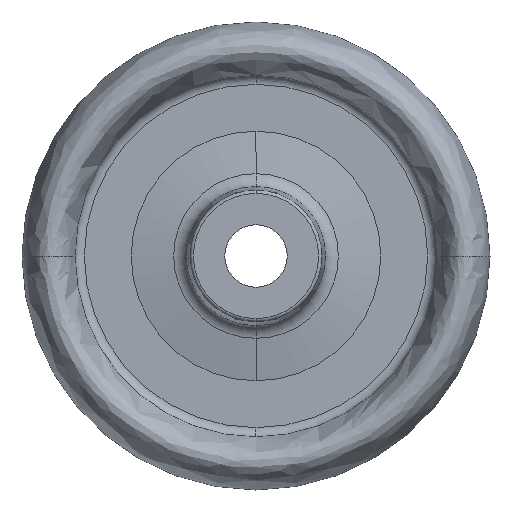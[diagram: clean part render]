
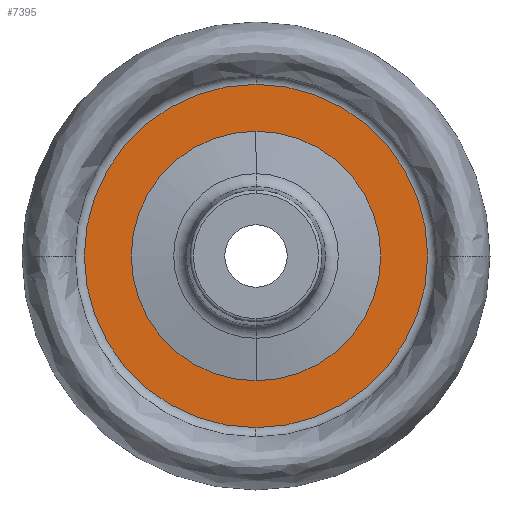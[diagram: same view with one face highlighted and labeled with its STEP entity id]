
A CAD part, left-side view. The second image highlights one B-rep face of the part: STEP entity #7395.
In plain terms, the highlighted planar face has unit normal (-1, 0, 0).
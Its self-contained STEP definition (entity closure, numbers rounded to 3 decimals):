
#30 = CIRCLE ( 'NONE', #7455, 55.017 ) ;
#165 = AXIS2_PLACEMENT_3D ( 'NONE', #2276, #6874, #8014 ) ;
#504 = AXIS2_PLACEMENT_3D ( 'NONE', #1212, #5788, #1879 ) ;
#517 = PLANE ( 'NONE',  #4843 ) ;
#592 = FACE_OUTER_BOUND ( 'NONE', #5725, .T. ) ;
#594 = ORIENTED_EDGE ( 'NONE', *, *, #689, .T. ) ;
#620 = CARTESIAN_POINT ( 'NONE',  ( 0., 0., -55.017 ) ) ;
#689 = EDGE_CURVE ( 'NONE', #2758, #6975, #1078, .T. ) ;
#1078 = CIRCLE ( 'NONE', #165, 55.017 ) ;
#1155 = DIRECTION ( 'NONE',  ( -1., 0., 0. ) ) ;
#1212 = CARTESIAN_POINT ( 'NONE',  ( 0., 0., 0. ) ) ;
#1879 = DIRECTION ( 'NONE',  ( 0., 0., 1. ) ) ;
#2276 = CARTESIAN_POINT ( 'NONE',  ( 0., 0., 0. ) ) ;
#2344 = CARTESIAN_POINT ( 'NONE',  ( 0., 0., 0. ) ) ;
#2509 = EDGE_LOOP ( 'NONE', ( #7202, #8300 ) ) ;
#2560 = FACE_BOUND ( 'NONE', #2509, .T. ) ;
#2758 = VERTEX_POINT ( 'NONE', #2799 ) ;
#2781 = CIRCLE ( 'NONE', #504, 40. ) ;
#2799 = CARTESIAN_POINT ( 'NONE',  ( 0., 0., 55.017 ) ) ;
#3011 = DIRECTION ( 'NONE',  ( 0., 0., 1. ) ) ;
#3145 = CARTESIAN_POINT ( 'NONE',  ( 0., 0., 40. ) ) ;
#3284 = VERTEX_POINT ( 'NONE', #8040 ) ;
#3757 = AXIS2_PLACEMENT_3D ( 'NONE', #5063, #1155, #5741 ) ;
#3812 = DIRECTION ( 'NONE',  ( -1., 0., 0. ) ) ;
#4843 = AXIS2_PLACEMENT_3D ( 'NONE', #7768, #3812, #8432 ) ;
#5063 = CARTESIAN_POINT ( 'NONE',  ( 0., 0., 0. ) ) ;
#5362 = CIRCLE ( 'NONE', #3757, 40. ) ;
#5725 = EDGE_LOOP ( 'NONE', ( #594, #7048 ) ) ;
#5741 = DIRECTION ( 'NONE',  ( 0., 0., 1. ) ) ;
#5788 = DIRECTION ( 'NONE',  ( -1., 0., 0. ) ) ;
#6246 = VERTEX_POINT ( 'NONE', #3145 ) ;
#6874 = DIRECTION ( 'NONE',  ( -1., 0., 0. ) ) ;
#6878 = EDGE_CURVE ( 'NONE', #6246, #3284, #2781, .T. ) ;
#6928 = DIRECTION ( 'NONE',  ( -1., 0., 0. ) ) ;
#6975 = VERTEX_POINT ( 'NONE', #620 ) ;
#7048 = ORIENTED_EDGE ( 'NONE', *, *, #7974, .T. ) ;
#7202 = ORIENTED_EDGE ( 'NONE', *, *, #8064, .F. ) ;
#7395 = ADVANCED_FACE ( 'NONE', ( #592, #2560 ), #517, .T. ) ;
#7455 = AXIS2_PLACEMENT_3D ( 'NONE', #2344, #6928, #3011 ) ;
#7768 = CARTESIAN_POINT ( 'NONE',  ( 0., 40., 0. ) ) ;
#7974 = EDGE_CURVE ( 'NONE', #6975, #2758, #30, .T. ) ;
#8014 = DIRECTION ( 'NONE',  ( 0., 0., 1. ) ) ;
#8040 = CARTESIAN_POINT ( 'NONE',  ( 0., 0., -40. ) ) ;
#8064 = EDGE_CURVE ( 'NONE', #3284, #6246, #5362, .T. ) ;
#8300 = ORIENTED_EDGE ( 'NONE', *, *, #6878, .F. ) ;
#8432 = DIRECTION ( 'NONE',  ( 0., 0., 1. ) ) ;
